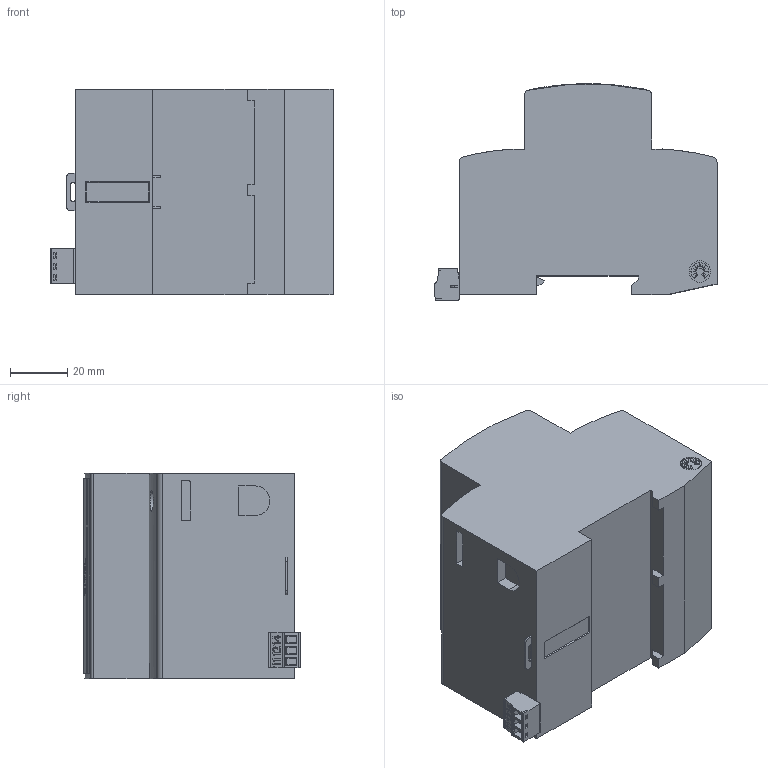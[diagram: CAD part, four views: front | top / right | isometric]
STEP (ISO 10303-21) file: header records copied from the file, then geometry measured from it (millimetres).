
FILE_DESCRIPTION (( 'STEP AP214' ), '1' );
FILE_NAME ('3D from F-DWG-00571.STEP', '2022-11-29T07:09:37', ( '' ), ( '' ), 'SwSTEP 2.0', 'SolidWorks 2022', '' );
FILE_SCHEMA (( 'AUTOMOTIVE_DESIGN' ));
Length unit declared in the file: millimetre
Products named in the file (1): 3D from F-DWG-00571
Bounding box: 98.42 x 75.49 x 71.6 mm (x, y, z)
Volume: 370319.4 mm3; surface area: 37575.1 mm2
Topology: 1 solids, 1 shells, 1459 faces, 3979 edges, 2635 vertices
Faces by surface type: plane 735, bspline 541, cylinder 141, cone 25, torus 12, sphere 5
Full cylindrical faces by diameter (mm): 7.5 x5, 7.517 x1
Entity records: 69067 total; most frequent: CARTESIAN_POINT 20629, ORIENTED_EDGE 7916, DIRECTION 4867, EDGE_CURVE 3958, VERTEX_POINT 2625, LINE 2147, VECTOR 2147, EDGE_LOOP 1601
